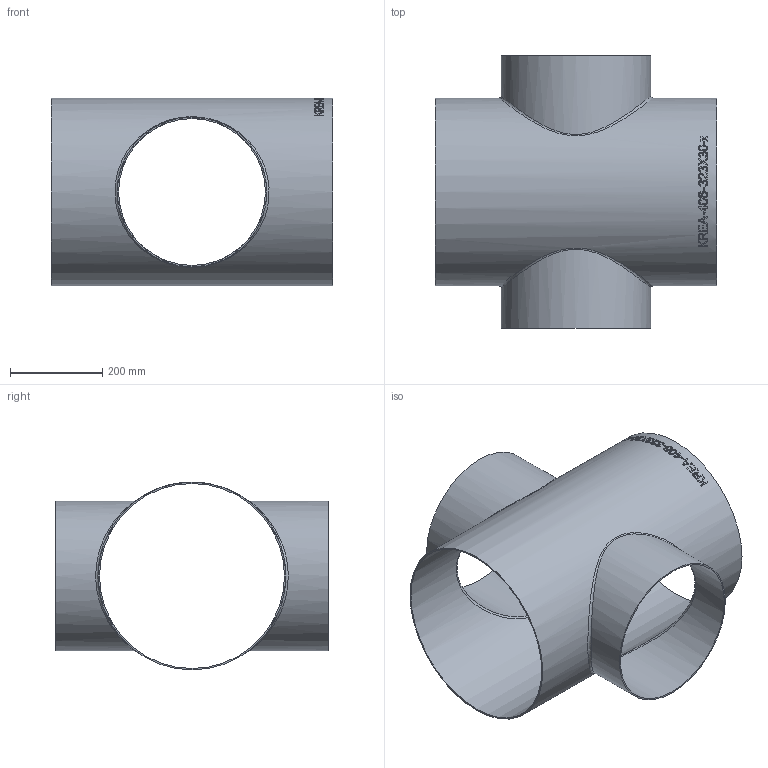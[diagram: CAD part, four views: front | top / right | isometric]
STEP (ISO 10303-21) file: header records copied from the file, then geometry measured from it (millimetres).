
FILE_DESCRIPTION (( 'STEP AP214' ), '1' );
FILE_NAME ('KREA-406-323X30-x Kreuz-Stück reduziert 2005.STEP', '2020-05-14T08:10:26', ( '' ), ( '' ), 'SwSTEP 2.0', 'SolidWorks 2019', '' );
FILE_SCHEMA (( 'AUTOMOTIVE_DESIGN' ));
Length unit declared in the file: millimetre
Products named in the file (1): KREA-406-323X30-x Kreuz-Stück reduziert 2005
Bounding box: 610 x 590 x 406.4 mm (x, y, z)
Volume: 2568003 mm3; surface area: 1722632.7 mm2
Topology: 1 solids, 1 shells, 251 faces, 677 edges, 452 vertices
Faces by surface type: bspline 149, plane 72, cylinder 30
Full cylindrical faces by diameter (mm): 317.9 x2, 323.9 x2, 400.4 x1, 406.4 x1
Entity records: 47147 total; most frequent: CARTESIAN_POINT 39659, ORIENTED_EDGE 1310, EDGE_CURVE 655, DIRECTION 488, B_SPLINE_CURVE_WITH_KNOTS 465, VERTEX_POINT 442, EDGE_LOOP 291, FACE_OUTER_BOUND 260
